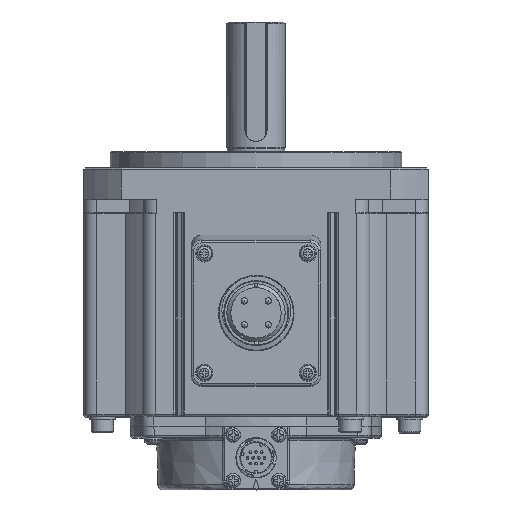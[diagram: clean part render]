
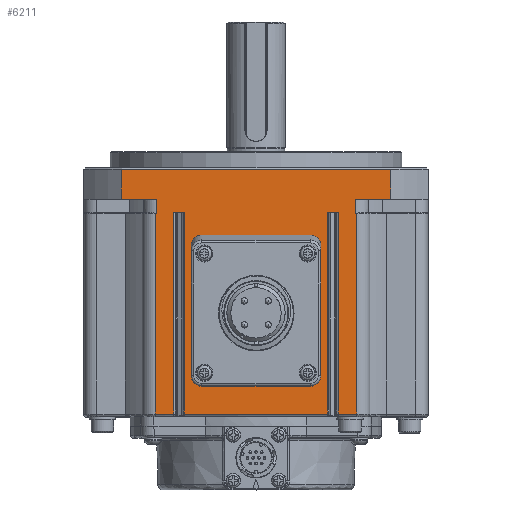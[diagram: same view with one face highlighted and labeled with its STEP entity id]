
A CAD part, top view. The second image highlights one B-rep face of the part: STEP entity #6211.
In plain terms, the highlighted planar face has unit normal (0, 0, 1).
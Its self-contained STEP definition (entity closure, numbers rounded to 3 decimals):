
#1266=LINE('',#42552,#2823);
#1267=LINE('',#42560,#2824);
#1268=LINE('',#42566,#2825);
#1357=LINE('',#44000,#2914);
#1603=LINE('',#44670,#3160);
#1615=LINE('',#44708,#3172);
#1616=LINE('',#44710,#3173);
#1617=LINE('',#44714,#3174);
#1618=LINE('',#44719,#3175);
#1619=LINE('',#44723,#3176);
#1620=LINE('',#44727,#3177);
#1621=LINE('',#44730,#3178);
#1622=LINE('',#44731,#3179);
#1623=LINE('',#44733,#3180);
#1624=LINE('',#44735,#3181);
#1625=LINE('',#44736,#3182);
#1626=LINE('',#44738,#3183);
#1627=LINE('',#44740,#3184);
#1628=LINE('',#44742,#3185);
#1629=LINE('',#44744,#3186);
#1630=LINE('',#44746,#3187);
#1631=LINE('',#44748,#3188);
#1632=LINE('',#44750,#3189);
#1633=LINE('',#44752,#3190);
#2823=VECTOR('',#30600,1.);
#2824=VECTOR('',#30609,1.);
#2825=VECTOR('',#30616,1.);
#2914=VECTOR('',#31663,1.);
#3160=VECTOR('',#32389,1.);
#3172=VECTOR('',#32433,1.);
#3173=VECTOR('',#32436,1.);
#3174=VECTOR('',#32441,1.);
#3175=VECTOR('',#32444,1.);
#3176=VECTOR('',#32447,1.);
#3177=VECTOR('',#32450,1.);
#3178=VECTOR('',#32453,1.);
#3179=VECTOR('',#32454,1.);
#3180=VECTOR('',#32455,1.);
#3181=VECTOR('',#32456,1.);
#3182=VECTOR('',#32457,1.);
#3183=VECTOR('',#32458,1.);
#3184=VECTOR('',#32459,1.);
#3185=VECTOR('',#32460,1.);
#3186=VECTOR('',#32461,1.);
#3187=VECTOR('',#32462,1.);
#3188=VECTOR('',#32463,1.);
#3189=VECTOR('',#32464,1.);
#3190=VECTOR('',#32465,1.);
#4998=FACE_BOUND('',#9635,.T.);
#4999=FACE_BOUND('',#9636,.T.);
#6211=ADVANCED_FACE('',(#4998,#4999),#7126,.F.);
#7126=PLANE('',#26675);
#9635=EDGE_LOOP('',(#14884,#14885,#14886,#14887,#14888,#14889,#14890,#14891));
#9636=EDGE_LOOP('',(#14892,#14893,#14894,#14895,#14896,#14897,#14898,#14899,
#14900,#14901,#14902,#14903,#14904,#14905,#14906,#14907,#14908,#14909,#14910,
#14911));
#14884=ORIENTED_EDGE('',*,*,#22243,.T.);
#14885=ORIENTED_EDGE('',*,*,#22244,.T.);
#14886=ORIENTED_EDGE('',*,*,#22245,.T.);
#14887=ORIENTED_EDGE('',*,*,#22246,.T.);
#14888=ORIENTED_EDGE('',*,*,#22247,.T.);
#14889=ORIENTED_EDGE('',*,*,#22248,.T.);
#14890=ORIENTED_EDGE('',*,*,#22249,.T.);
#14891=ORIENTED_EDGE('',*,*,#22250,.T.);
#14892=ORIENTED_EDGE('',*,*,#22240,.F.);
#14893=ORIENTED_EDGE('',*,*,#22251,.T.);
#14894=ORIENTED_EDGE('',*,*,#22241,.T.);
#14895=ORIENTED_EDGE('',*,*,#21449,.T.);
#14896=ORIENTED_EDGE('',*,*,#22252,.F.);
#14897=ORIENTED_EDGE('',*,*,#22253,.F.);
#14898=ORIENTED_EDGE('',*,*,#22254,.T.);
#14899=ORIENTED_EDGE('',*,*,#21445,.T.);
#14900=ORIENTED_EDGE('',*,*,#21877,.F.);
#14901=ORIENTED_EDGE('',*,*,#22255,.T.);
#14902=ORIENTED_EDGE('',*,*,#22256,.T.);
#14903=ORIENTED_EDGE('',*,*,#22257,.F.);
#14904=ORIENTED_EDGE('',*,*,#22258,.F.);
#14905=ORIENTED_EDGE('',*,*,#22259,.T.);
#14906=ORIENTED_EDGE('',*,*,#22260,.T.);
#14907=ORIENTED_EDGE('',*,*,#22261,.F.);
#14908=ORIENTED_EDGE('',*,*,#22262,.T.);
#14909=ORIENTED_EDGE('',*,*,#22263,.T.);
#14910=ORIENTED_EDGE('',*,*,#22221,.T.);
#14911=ORIENTED_EDGE('',*,*,#21452,.T.);
#18661=VERTEX_POINT('',#42553);
#18662=VERTEX_POINT('',#42554);
#18663=VERTEX_POINT('',#42559);
#18664=VERTEX_POINT('',#42561);
#18665=VERTEX_POINT('',#42565);
#18666=VERTEX_POINT('',#42567);
#18899=VERTEX_POINT('',#43999);
#19084=VERTEX_POINT('',#44671);
#19093=VERTEX_POINT('',#44707);
#19094=VERTEX_POINT('',#44711);
#19095=VERTEX_POINT('',#44715);
#19096=VERTEX_POINT('',#44716);
#19097=VERTEX_POINT('',#44718);
#19098=VERTEX_POINT('',#44720);
#19099=VERTEX_POINT('',#44722);
#19100=VERTEX_POINT('',#44724);
#19101=VERTEX_POINT('',#44726);
#19102=VERTEX_POINT('',#44728);
#19103=VERTEX_POINT('',#44732);
#19104=VERTEX_POINT('',#44734);
#19105=VERTEX_POINT('',#44737);
#19106=VERTEX_POINT('',#44739);
#19107=VERTEX_POINT('',#44741);
#19108=VERTEX_POINT('',#44743);
#19109=VERTEX_POINT('',#44745);
#19110=VERTEX_POINT('',#44747);
#19111=VERTEX_POINT('',#44749);
#19112=VERTEX_POINT('',#44751);
#21445=EDGE_CURVE('',#18661,#18662,#1266,.T.);
#21449=EDGE_CURVE('',#18664,#18663,#1267,.T.);
#21452=EDGE_CURVE('',#18666,#18665,#1268,.T.);
#21877=EDGE_CURVE('',#18899,#18662,#1357,.T.);
#22221=EDGE_CURVE('',#19084,#18666,#1603,.T.);
#22240=EDGE_CURVE('',#19093,#18665,#1615,.T.);
#22241=EDGE_CURVE('',#19094,#18664,#1616,.T.);
#22243=EDGE_CURVE('',#19095,#19096,#1617,.T.);
#22244=EDGE_CURVE('',#19096,#19097,#24322,.T.);
#22245=EDGE_CURVE('',#19097,#19098,#1618,.T.);
#22246=EDGE_CURVE('',#19098,#19099,#24323,.T.);
#22247=EDGE_CURVE('',#19099,#19100,#1619,.T.);
#22248=EDGE_CURVE('',#19100,#19101,#24324,.T.);
#22249=EDGE_CURVE('',#19101,#19102,#1620,.T.);
#22250=EDGE_CURVE('',#19102,#19095,#24325,.T.);
#22251=EDGE_CURVE('',#19093,#19094,#1621,.T.);
#22252=EDGE_CURVE('',#19103,#18663,#1622,.T.);
#22253=EDGE_CURVE('',#19104,#19103,#1623,.T.);
#22254=EDGE_CURVE('',#19104,#18661,#1624,.T.);
#22255=EDGE_CURVE('',#18899,#19105,#1625,.T.);
#22256=EDGE_CURVE('',#19105,#19106,#1626,.T.);
#22257=EDGE_CURVE('',#19107,#19106,#1627,.T.);
#22258=EDGE_CURVE('',#19108,#19107,#1628,.T.);
#22259=EDGE_CURVE('',#19108,#19109,#1629,.T.);
#22260=EDGE_CURVE('',#19109,#19110,#1630,.T.);
#22261=EDGE_CURVE('',#19111,#19110,#1631,.T.);
#22262=EDGE_CURVE('',#19111,#19112,#1632,.T.);
#22263=EDGE_CURVE('',#19112,#19084,#1633,.T.);
#24322=CIRCLE('',#26671,4.);
#24323=CIRCLE('',#26672,4.);
#24324=CIRCLE('',#26673,4.);
#24325=CIRCLE('',#26674,4.);
#26671=AXIS2_PLACEMENT_3D('',#44717,#32442,#32443);
#26672=AXIS2_PLACEMENT_3D('',#44721,#32445,#32446);
#26673=AXIS2_PLACEMENT_3D('',#44725,#32448,#32449);
#26674=AXIS2_PLACEMENT_3D('',#44729,#32451,#32452);
#26675=AXIS2_PLACEMENT_3D('',#44753,#32466,#32467);
#30600=DIRECTION('',(1.,0.,0.));
#30609=DIRECTION('',(1.,0.,0.));
#30616=DIRECTION('',(1.,0.,0.));
#31663=DIRECTION('',(0.,-1.,0.));
#32389=DIRECTION('',(0.,-1.,0.));
#32433=DIRECTION('',(0.,-1.,0.));
#32436=DIRECTION('',(0.,-1.,0.));
#32441=DIRECTION('',(1.,0.,0.));
#32442=DIRECTION('',(0.,0.,-1.));
#32443=DIRECTION('',(-1.,0.,0.));
#32444=DIRECTION('',(0.,-1.,0.));
#32445=DIRECTION('',(0.,0.,-1.));
#32446=DIRECTION('',(-1.,0.,0.));
#32447=DIRECTION('',(-1.,0.,0.));
#32448=DIRECTION('',(0.,0.,-1.));
#32449=DIRECTION('',(-1.,0.,0.));
#32450=DIRECTION('',(0.,1.,0.));
#32451=DIRECTION('',(0.,0.,-1.));
#32452=DIRECTION('',(-1.,0.,0.));
#32453=DIRECTION('',(1.,0.,0.));
#32454=DIRECTION('',(0.,-1.,0.));
#32455=DIRECTION('',(-1.,0.,0.));
#32456=DIRECTION('',(0.,-1.,0.));
#32457=DIRECTION('',(-1.,0.,0.));
#32458=DIRECTION('',(0.,1.,0.));
#32459=DIRECTION('',(-1.,0.,0.));
#32460=DIRECTION('',(0.,-1.,0.));
#32461=DIRECTION('',(-1.,0.,0.));
#32462=DIRECTION('',(0.,-1.,0.));
#32463=DIRECTION('',(-1.,0.,0.));
#32464=DIRECTION('',(0.,-1.,0.));
#32465=DIRECTION('',(-1.,0.,0.));
#32466=DIRECTION('',(0.,0.,-1.));
#32467=DIRECTION('',(0.,1.,0.));
#42552=CARTESIAN_POINT('',(38.,9.,0.));
#42553=CARTESIAN_POINT('',(30.974,9.,0.));
#42554=CARTESIAN_POINT('',(38.,9.,0.));
#42559=CARTESIAN_POINT('',(27.026,9.,0.));
#42560=CARTESIAN_POINT('',(38.,9.,0.));
#42561=CARTESIAN_POINT('',(-27.026,9.,0.));
#42565=CARTESIAN_POINT('',(-30.974,9.,0.));
#42566=CARTESIAN_POINT('',(38.,9.,0.));
#42567=CARTESIAN_POINT('',(-38.,9.,0.));
#43999=CARTESIAN_POINT('',(38.,84.7,0.));
#44000=CARTESIAN_POINT('',(38.,0.,0.));
#44670=CARTESIAN_POINT('',(-38.,-35.,0.));
#44671=CARTESIAN_POINT('',(-38.,84.7,0.));
#44707=CARTESIAN_POINT('',(-30.974,85.,0.));
#44708=CARTESIAN_POINT('',(-30.974,-35.,0.));
#44710=CARTESIAN_POINT('',(-27.026,-35.,0.));
#44711=CARTESIAN_POINT('',(-27.026,85.,0.));
#44714=CARTESIAN_POINT('',(38.,76.5,0.));
#44715=CARTESIAN_POINT('',(-20.5,76.5,0.));
#44716=CARTESIAN_POINT('',(20.5,76.5,0.));
#44717=CARTESIAN_POINT('',(20.5,72.5,0.));
#44718=CARTESIAN_POINT('',(24.5,72.5,0.));
#44719=CARTESIAN_POINT('',(24.5,-35.,0.));
#44720=CARTESIAN_POINT('',(24.5,23.5,0.));
#44721=CARTESIAN_POINT('',(20.5,23.5,0.));
#44722=CARTESIAN_POINT('',(20.5,19.5,0.));
#44723=CARTESIAN_POINT('',(38.,19.5,0.));
#44724=CARTESIAN_POINT('',(-20.5,19.5,0.));
#44725=CARTESIAN_POINT('',(-20.5,23.5,0.));
#44726=CARTESIAN_POINT('',(-24.5,23.5,0.));
#44727=CARTESIAN_POINT('',(-24.5,-35.,0.));
#44728=CARTESIAN_POINT('',(-24.5,72.5,0.));
#44729=CARTESIAN_POINT('',(-20.5,72.5,0.));
#44730=CARTESIAN_POINT('',(42.5,85.,0.));
#44731=CARTESIAN_POINT('',(27.026,-35.,0.));
#44732=CARTESIAN_POINT('',(27.026,85.,0.));
#44733=CARTESIAN_POINT('',(-42.5,85.,0.));
#44734=CARTESIAN_POINT('',(30.974,85.,0.));
#44735=CARTESIAN_POINT('',(30.974,-35.,0.));
#44736=CARTESIAN_POINT('',(37.5,84.7,0.));
#44737=CARTESIAN_POINT('',(37.5,84.7,0.));
#44738=CARTESIAN_POINT('',(37.5,-21.,0.));
#44739=CARTESIAN_POINT('',(37.5,90.,0.));
#44740=CARTESIAN_POINT('',(65.,90.,0.));
#44741=CARTESIAN_POINT('',(50.806,90.,0.));
#44742=CARTESIAN_POINT('',(50.806,102.,0.));
#44743=CARTESIAN_POINT('',(50.806,101.3,0.));
#44744=CARTESIAN_POINT('',(38.,101.3,0.));
#44745=CARTESIAN_POINT('',(-50.806,101.3,0.));
#44746=CARTESIAN_POINT('',(-50.806,102.,0.));
#44747=CARTESIAN_POINT('',(-50.806,90.,0.));
#44748=CARTESIAN_POINT('',(-65.,90.,0.));
#44749=CARTESIAN_POINT('',(-37.5,90.,0.));
#44750=CARTESIAN_POINT('',(-37.5,-21.,0.));
#44751=CARTESIAN_POINT('',(-37.5,84.7,0.));
#44752=CARTESIAN_POINT('',(-38.,84.7,0.));
#44753=CARTESIAN_POINT('',(38.,-35.,0.));
